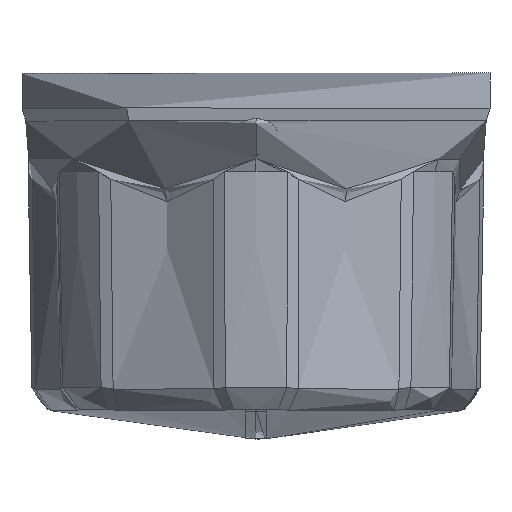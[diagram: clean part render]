
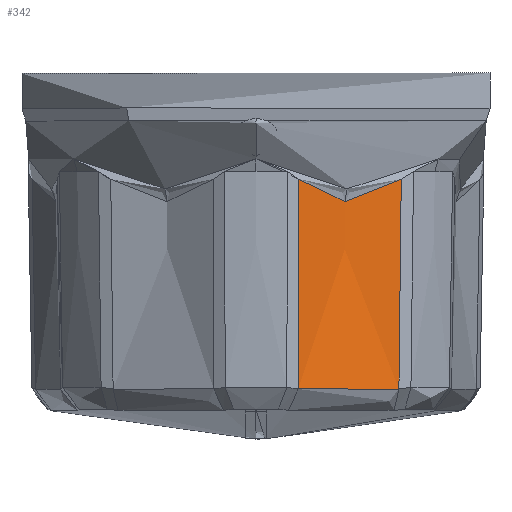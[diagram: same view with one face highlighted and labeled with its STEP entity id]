
A CAD part, top view. The second image highlights one B-rep face of the part: STEP entity #342.
In plain terms, the highlighted free-form (B-spline) face has degree [2, 3] with [3, 4] control points.
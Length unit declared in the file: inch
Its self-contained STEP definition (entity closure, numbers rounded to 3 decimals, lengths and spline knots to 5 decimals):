
#187=(
BOUNDED_SURFACE()
B_SPLINE_SURFACE(2,3,((#7384,#7385,#7386,#7387),(#7388,#7389,#7390,#7391),
(#7392,#7393,#7394,#7395)),.UNSPECIFIED.,.F.,.F.,.F.)
B_SPLINE_SURFACE_WITH_KNOTS((3,3),(4,4),(-73.31647,-68.66976),
(0.,12.53461),.UNSPECIFIED.)
GEOMETRIC_REPRESENTATION_ITEM()
RATIONAL_B_SPLINE_SURFACE(((1.,1.,1.,1.),(0.906,0.906,
0.906,0.906),(1.,1.,1.,1.)))
REPRESENTATION_ITEM('')
SURFACE()
);
#342=ADVANCED_FACE('',(#513),#187,.T.);
#513=FACE_OUTER_BOUND('',#686,.T.);
#686=EDGE_LOOP('',(#1175,#1176,#1177,#1178,#1179));
#1175=ORIENTED_EDGE('',*,*,#1831,.F.);
#1176=ORIENTED_EDGE('',*,*,#1882,.T.);
#1177=ORIENTED_EDGE('',*,*,#1835,.T.);
#1178=ORIENTED_EDGE('',*,*,#1990,.T.);
#1179=ORIENTED_EDGE('',*,*,#1998,.F.);
#1831=EDGE_CURVE('',#2583,#2680,#2244,.T.);
#1835=EDGE_CURVE('',#2587,#2635,#2248,.T.);
#1882=EDGE_CURVE('',#2583,#2587,#2293,.T.);
#1990=EDGE_CURVE('',#2635,#2672,#2381,.T.);
#1998=EDGE_CURVE('',#2680,#2672,#2389,.T.);
#2244=B_SPLINE_CURVE_WITH_KNOTS('',3,(#15215,#15216,#15217,#15218),
 .UNSPECIFIED.,.F.,.F.,(4,4),(-9.98066,-2.52271),
 .UNSPECIFIED.);
#2248=B_SPLINE_CURVE_WITH_KNOTS('',3,(#15244,#15245,#15246,#15247),
 .UNSPECIFIED.,.F.,.F.,(4,4),(-9.98066,-2.52269),
 .UNSPECIFIED.);
#2293=B_SPLINE_CURVE_WITH_KNOTS('',3,(#15571,#15572,#15573,#15574,#15575,
#15576,#15577,#15578,#15579,#15580,#15581,#15582,#15583,#15584,#15585,#15586,
#15587,#15588,#15589,#15590,#15591),.UNSPECIFIED.,.F.,.F.,(4,2,2,2,2,2,
2,2,3,4),(0.25761,0.58791,1.17582,1.76373,
2.35164,2.93955,3.52746,4.11536,4.13032,
4.44566),.UNSPECIFIED.);
#2381=B_SPLINE_CURVE_WITH_KNOTS('',3,(#17047,#17048,#17049,#17050,#17051,
#17052,#17053,#17054,#17055,#17056,#17057,#17058,#17059,#17060,#17061,#17062,
#17063,#17064,#17065,#17066,#17067,#17068,#17069),.UNSPECIFIED.,.F.,.F.,
(4,2,2,2,2,2,2,2,2,2,1,4),(-7.38794,-7.33378,-7.24473,
-7.15568,-7.06662,-6.88852,-6.53231,-6.1761,
-5.81989,-5.46368,-5.25,-5.10747),
 .UNSPECIFIED.);
#2389=B_SPLINE_CURVE_WITH_KNOTS('',3,(#17181,#17182,#17183,#17184,#17185,
#17186,#17187,#17188,#17189,#17190,#17191,#17192,#17193,#17194,#17195,#17196,
#17197,#17198,#17199,#17200,#17201,#17202,#17203),.UNSPECIFIED.,.F.,.F.,
(4,2,2,2,2,2,2,2,2,2,1,4),(-7.38794,-7.33378,-7.24473,
-7.15568,-7.06662,-6.88852,-6.53231,-6.1761,
-5.81989,-5.46368,-5.25,-5.10747),
 .UNSPECIFIED.);
#2583=VERTEX_POINT('',#14775);
#2587=VERTEX_POINT('',#14779);
#2635=VERTEX_POINT('',#14827);
#2672=VERTEX_POINT('',#14864);
#2680=VERTEX_POINT('',#14872);
#7384=CARTESIAN_POINT('',(0.05386,-0.0494,0.69089));
#7385=CARTESIAN_POINT('',(0.05338,-0.21387,0.68806));
#7386=CARTESIAN_POINT('',(0.0529,-0.37834,0.68523));
#7387=CARTESIAN_POINT('',(0.05242,-0.54281,0.6824));
#7388=CARTESIAN_POINT('',(0.11597,-0.0494,0.61482));
#7389=CARTESIAN_POINT('',(0.11493,-0.21387,0.61267));
#7390=CARTESIAN_POINT('',(0.11389,-0.37834,0.61052));
#7391=CARTESIAN_POINT('',(0.11286,-0.54281,0.60837));
#7392=CARTESIAN_POINT('',(0.21416,-0.0494,0.61369));
#7393=CARTESIAN_POINT('',(0.21225,-0.21387,0.61155));
#7394=CARTESIAN_POINT('',(0.21034,-0.37834,0.60941));
#7395=CARTESIAN_POINT('',(0.20843,-0.54281,0.60727));
#14775=CARTESIAN_POINT('',(0.19993,-0.44228,0.60892));
#14779=CARTESIAN_POINT('',(0.059,-0.44228,0.67678));
#14827=CARTESIAN_POINT('',(0.05996,-0.14871,0.68172));
#14864=CARTESIAN_POINT('',(0.12454,-0.18002,0.63263));
#14872=CARTESIAN_POINT('',(0.20318,-0.14871,0.61275));
#15215=CARTESIAN_POINT('',(0.19993,-0.44228,0.60892));
#15216=CARTESIAN_POINT('',(0.20101,-0.34442,0.61019));
#15217=CARTESIAN_POINT('',(0.2021,-0.24656,0.61147));
#15218=CARTESIAN_POINT('',(0.20318,-0.14871,0.61275));
#15244=CARTESIAN_POINT('',(0.059,-0.44228,0.67678));
#15245=CARTESIAN_POINT('',(0.05932,-0.34442,0.67843));
#15246=CARTESIAN_POINT('',(0.05964,-0.24656,0.68007));
#15247=CARTESIAN_POINT('',(0.05996,-0.14871,0.68172));
#15571=CARTESIAN_POINT('',(0.19993,-0.44228,0.60892));
#15572=CARTESIAN_POINT('',(0.19578,-0.44318,0.60915));
#15573=CARTESIAN_POINT('',(0.19162,-0.44402,0.60951));
#15574=CARTESIAN_POINT('',(0.18007,-0.44616,0.61086));
#15575=CARTESIAN_POINT('',(0.17268,-0.44732,0.61214));
#15576=CARTESIAN_POINT('',(0.15804,-0.44919,0.61551));
#15577=CARTESIAN_POINT('',(0.15078,-0.44989,0.61761));
#15578=CARTESIAN_POINT('',(0.13652,-0.45084,0.62261));
#15579=CARTESIAN_POINT('',(0.12952,-0.45108,0.62552));
#15580=CARTESIAN_POINT('',(0.11588,-0.45108,0.63208));
#15581=CARTESIAN_POINT('',(0.10924,-0.45084,0.63575));
#15582=CARTESIAN_POINT('',(0.09644,-0.44989,0.64378));
#15583=CARTESIAN_POINT('',(0.09027,-0.44919,0.64815));
#15584=CARTESIAN_POINT('',(0.0785,-0.44732,0.65749));
#15585=CARTESIAN_POINT('',(0.0729,-0.44616,0.66247));
#15586=CARTESIAN_POINT('',(0.06748,-0.44476,0.66784));
#15587=CARTESIAN_POINT('',(0.06734,-0.44472,0.66798));
#15588=CARTESIAN_POINT('',(0.06721,-0.44469,0.66811));
#15589=CARTESIAN_POINT('',(0.06438,-0.44394,0.67093));
#15590=CARTESIAN_POINT('',(0.06165,-0.44314,0.67382));
#15591=CARTESIAN_POINT('',(0.059,-0.44228,0.67678));
#17047=CARTESIAN_POINT('',(0.05996,-0.14871,0.68172));
#17048=CARTESIAN_POINT('',(0.06034,-0.14912,0.68129));
#17049=CARTESIAN_POINT('',(0.06072,-0.14954,0.68086));
#17050=CARTESIAN_POINT('',(0.06172,-0.15063,0.67974));
#17051=CARTESIAN_POINT('',(0.06236,-0.1513,0.67904));
#17052=CARTESIAN_POINT('',(0.06364,-0.15263,0.67765));
#17053=CARTESIAN_POINT('',(0.06429,-0.15329,0.67695));
#17054=CARTESIAN_POINT('',(0.06561,-0.15459,0.67556));
#17055=CARTESIAN_POINT('',(0.06627,-0.15523,0.67486));
#17056=CARTESIAN_POINT('',(0.0683,-0.15714,0.67278));
#17057=CARTESIAN_POINT('',(0.06968,-0.15838,0.67139));
#17058=CARTESIAN_POINT('',(0.07394,-0.16199,0.66726));
#17059=CARTESIAN_POINT('',(0.07692,-0.16426,0.66452));
#17060=CARTESIAN_POINT('',(0.08319,-0.16843,0.65911));
#17061=CARTESIAN_POINT('',(0.08647,-0.17033,0.65645));
#17062=CARTESIAN_POINT('',(0.09335,-0.1737,0.65122));
#17063=CARTESIAN_POINT('',(0.09694,-0.17516,0.64867));
#17064=CARTESIAN_POINT('',(0.10441,-0.17754,0.64373));
#17065=CARTESIAN_POINT('',(0.10828,-0.17846,0.64134));
#17066=CARTESIAN_POINT('',(0.11467,-0.17945,0.63771));
#17067=CARTESIAN_POINT('',(0.11873,-0.17989,0.63551));
#17068=CARTESIAN_POINT('',(0.12287,-0.18002,0.63344));
#17069=CARTESIAN_POINT('',(0.12454,-0.18002,0.63263));
#17181=CARTESIAN_POINT('',(0.20318,-0.14871,0.61275));
#17182=CARTESIAN_POINT('',(0.20262,-0.14912,0.61277));
#17183=CARTESIAN_POINT('',(0.20205,-0.14954,0.6128));
#17184=CARTESIAN_POINT('',(0.20054,-0.15063,0.61289));
#17185=CARTESIAN_POINT('',(0.1996,-0.1513,0.61295));
#17186=CARTESIAN_POINT('',(0.19771,-0.15263,0.61308));
#17187=CARTESIAN_POINT('',(0.19676,-0.15329,0.61316));
#17188=CARTESIAN_POINT('',(0.19485,-0.15459,0.61332));
#17189=CARTESIAN_POINT('',(0.19389,-0.15523,0.6134));
#17190=CARTESIAN_POINT('',(0.191,-0.15714,0.61369));
#17191=CARTESIAN_POINT('',(0.18905,-0.15838,0.61391));
#17192=CARTESIAN_POINT('',(0.18316,-0.16199,0.61466));
#17193=CARTESIAN_POINT('',(0.17916,-0.16426,0.61528));
#17194=CARTESIAN_POINT('',(0.17103,-0.16843,0.61681));
#17195=CARTESIAN_POINT('',(0.1669,-0.17033,0.61772));
#17196=CARTESIAN_POINT('',(0.15853,-0.1737,0.61984));
#17197=CARTESIAN_POINT('',(0.15429,-0.17516,0.62105));
#17198=CARTESIAN_POINT('',(0.14577,-0.17754,0.62381));
#17199=CARTESIAN_POINT('',(0.14149,-0.17846,0.62535));
#17200=CARTESIAN_POINT('',(0.13467,-0.17945,0.62808));
#17201=CARTESIAN_POINT('',(0.13042,-0.17989,0.62988));
#17202=CARTESIAN_POINT('',(0.12621,-0.18002,0.63183));
#17203=CARTESIAN_POINT('',(0.12454,-0.18002,0.63263));
